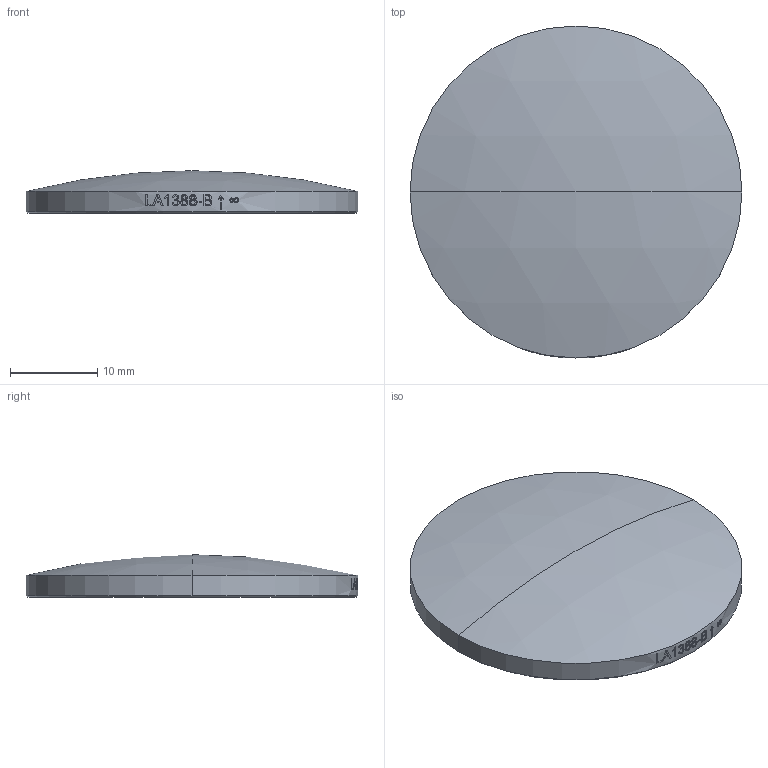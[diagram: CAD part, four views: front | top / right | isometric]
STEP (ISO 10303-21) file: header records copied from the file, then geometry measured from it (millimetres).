
FILE_DESCRIPTION (( 'STEP AP203' ), '1' );
FILE_NAME ('TTN200729-E0W.STEP', '2020-06-26T18:41:14', ( '' ), ( '' ), 'SwSTEP 2.0', 'SolidWorks 2018', '' );
FILE_SCHEMA (( 'CONFIG_CONTROL_DESIGN' ));
Length unit declared in the file: millimetre
Products named in the file (1): TTN200729-E0W
Bounding box: 38.1 x 38.1 x 4.88 mm (x, y, z)
Volume: 4213.2 mm3; surface area: 2583.4 mm2
Topology: 1 solids, 1 shells, 26 faces, 140 edges, 135 vertices
Faces by surface type: cylinder 21, cone 2, sphere 2, plane 1
Entity records: 2655 total; most frequent: CARTESIAN_POINT 1534, ORIENTED_EDGE 280, EDGE_CURVE 140, VERTEX_POINT 135, DIRECTION 129, B_SPLINE_CURVE_WITH_KNOTS 93, AXIS2_PLACEMENT_3D 55, EDGE_LOOP 45
